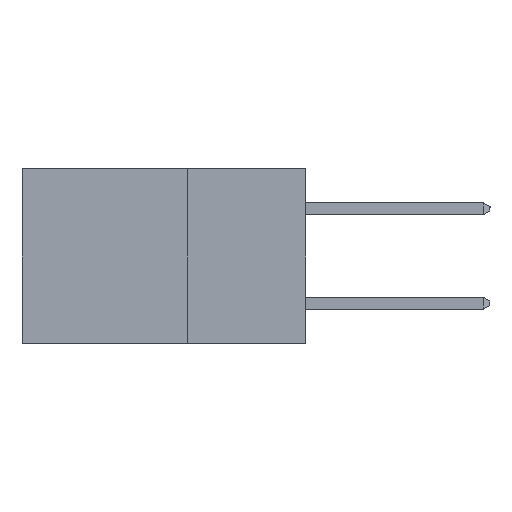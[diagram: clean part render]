
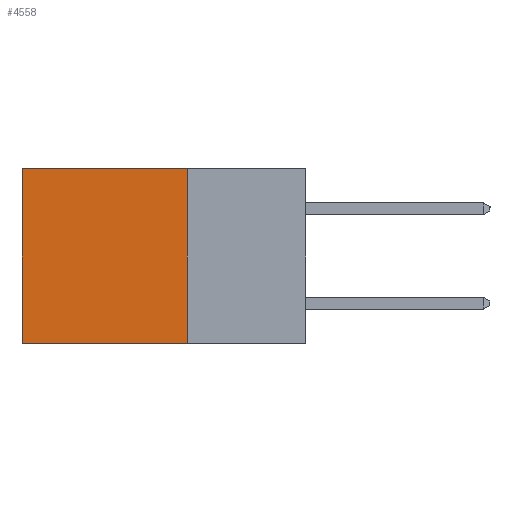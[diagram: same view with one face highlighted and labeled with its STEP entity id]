
A CAD part, left-side view. The second image highlights one B-rep face of the part: STEP entity #4558.
In plain terms, the highlighted planar face has unit normal (-1, 0, 0).
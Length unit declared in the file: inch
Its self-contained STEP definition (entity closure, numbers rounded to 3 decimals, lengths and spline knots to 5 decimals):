
#268 = EDGE_CURVE ( 'NONE', #967, #2270, #1876, .T. ) ;
#672 = CARTESIAN_POINT ( 'NONE',  ( 0.2615, 0.25, -0.37 ) ) ;
#779 = CARTESIAN_POINT ( 'NONE',  ( 0.2615, 0.6, 0. ) ) ;
#827 = EDGE_CURVE ( 'NONE', #967, #10820, #5142, .T. ) ;
#967 = VERTEX_POINT ( 'NONE', #6151 ) ;
#1876 = LINE ( 'NONE', #4513, #8981 ) ;
#2040 = DIRECTION ( 'NONE',  ( 0., 1., 0. ) ) ;
#2270 = VERTEX_POINT ( 'NONE', #672 ) ;
#3668 = CARTESIAN_POINT ( 'NONE',  ( 0.2615, 0.6, -0.37 ) ) ;
#4513 = CARTESIAN_POINT ( 'NONE',  ( 0.2615, 0.25, -0.37 ) ) ;
#4540 = DIRECTION ( 'NONE',  ( 0., 0., -1. ) ) ;
#4558 = ADVANCED_FACE ( 'NONE', ( #6225 ), #6456, .F. ) ;
#4975 = CARTESIAN_POINT ( 'NONE',  ( 0.2615, 0.25, -0.37 ) ) ;
#5063 = LINE ( 'NONE', #5907, #9427 ) ;
#5142 = LINE ( 'NONE', #8773, #6740 ) ;
#5187 = ORIENTED_EDGE ( 'NONE', *, *, #10934, .T. ) ;
#5907 = CARTESIAN_POINT ( 'NONE',  ( 0.2615, 0.6, -0.37 ) ) ;
#5976 = AXIS2_PLACEMENT_3D ( 'NONE', #9192, #10097, #4540 ) ;
#6151 = CARTESIAN_POINT ( 'NONE',  ( 0.2615, 0.25, 0. ) ) ;
#6225 = FACE_OUTER_BOUND ( 'NONE', #8266, .T. ) ;
#6456 = PLANE ( 'NONE',  #5976 ) ;
#6740 = VECTOR ( 'NONE', #6978, 39.37008 ) ;
#6801 = VERTEX_POINT ( 'NONE', #3668 ) ;
#6978 = DIRECTION ( 'NONE',  ( 0., 1., 0. ) ) ;
#7203 = ORIENTED_EDGE ( 'NONE', *, *, #11796, .F. ) ;
#7996 = ORIENTED_EDGE ( 'NONE', *, *, #268, .F. ) ;
#8266 = EDGE_LOOP ( 'NONE', ( #5187, #7203, #7996, #11326 ) ) ;
#8524 = DIRECTION ( 'NONE',  ( 0., 0., -1. ) ) ;
#8773 = CARTESIAN_POINT ( 'NONE',  ( 0.2615, 0.25, 0. ) ) ;
#8981 = VECTOR ( 'NONE', #11025, 39.37008 ) ;
#9192 = CARTESIAN_POINT ( 'NONE',  ( 0.2615, 0.25, -0.37 ) ) ;
#9427 = VECTOR ( 'NONE', #8524, 39.37008 ) ;
#10097 = DIRECTION ( 'NONE',  ( 1., 0., 0. ) ) ;
#10352 = LINE ( 'NONE', #4975, #10411 ) ;
#10411 = VECTOR ( 'NONE', #2040, 39.37008 ) ;
#10820 = VERTEX_POINT ( 'NONE', #779 ) ;
#10934 = EDGE_CURVE ( 'NONE', #10820, #6801, #5063, .T. ) ;
#11025 = DIRECTION ( 'NONE',  ( 0., 0., -1. ) ) ;
#11326 = ORIENTED_EDGE ( 'NONE', *, *, #827, .T. ) ;
#11796 = EDGE_CURVE ( 'NONE', #2270, #6801, #10352, .T. ) ;
